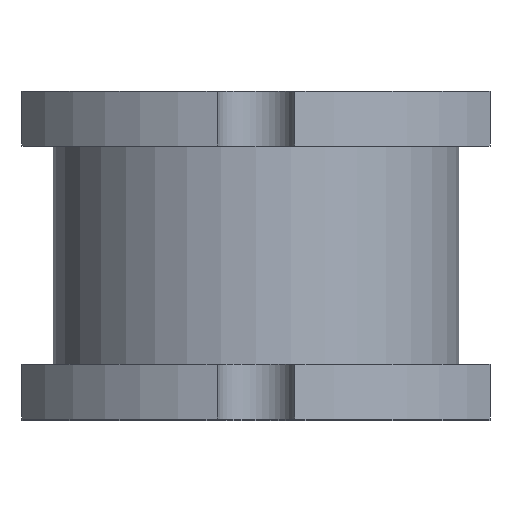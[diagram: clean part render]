
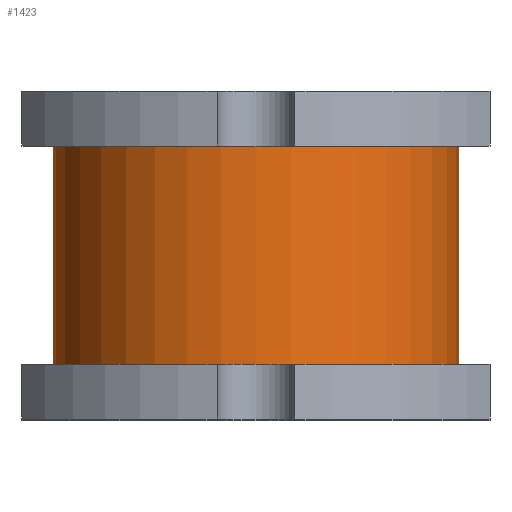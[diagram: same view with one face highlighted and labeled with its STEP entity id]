
A CAD part, left-side view. The second image highlights one B-rep face of the part: STEP entity #1423.
In plain terms, the highlighted cylindrical face has radius 1.3 mm (diameter 2.6 mm), a full revolution.
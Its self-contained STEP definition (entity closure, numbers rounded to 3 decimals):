
#1423 = ADVANCED_FACE('',(#1424),#1437,.T.);
#1424 = FACE_BOUND('',#1425,.F.);
#1425 = EDGE_LOOP('',(#1426,#1460,#1483,#1510));
#1426 = ORIENTED_EDGE('',*,*,#1427,.F.);
#1427 = EDGE_CURVE('',#1428,#1428,#1430,.T.);
#1428 = VERTEX_POINT('',#1429);
#1429 = CARTESIAN_POINT('',(0.,-1.3,0.35));
#1430 = SURFACE_CURVE('',#1431,(#1436,#1448),.PCURVE_S1.);
#1431 = CIRCLE('',#1432,1.3);
#1432 = AXIS2_PLACEMENT_3D('',#1433,#1434,#1435);
#1433 = CARTESIAN_POINT('',(0.,0.,0.35)
  );
#1434 = DIRECTION('',(0.,0.,1.));
#1435 = DIRECTION('',(0.,-1.,0.));
#1436 = PCURVE('',#1437,#1442);
#1437 = CYLINDRICAL_SURFACE('',#1438,1.3);
#1438 = AXIS2_PLACEMENT_3D('',#1439,#1440,#1441);
#1439 = CARTESIAN_POINT('',(0.,0.,0.35)
  );
#1440 = DIRECTION('',(0.,0.,-1.));
#1441 = DIRECTION('',(0.,-1.,0.));
#1442 = DEFINITIONAL_REPRESENTATION('',(#1443),#1447);
#1443 = LINE('',#1444,#1445);
#1444 = CARTESIAN_POINT('',(-0.,0.));
#1445 = VECTOR('',#1446,1.);
#1446 = DIRECTION('',(-1.,0.));
#1447 = ( GEOMETRIC_REPRESENTATION_CONTEXT(2) 
PARAMETRIC_REPRESENTATION_CONTEXT() REPRESENTATION_CONTEXT('2D SPACE',''
  ) );
#1448 = PCURVE('',#1449,#1454);
#1449 = PLANE('',#1450);
#1450 = AXIS2_PLACEMENT_3D('',#1451,#1452,#1453);
#1451 = CARTESIAN_POINT('',(0.,0.,0.35)
  );
#1452 = DIRECTION('',(0.,0.,1.));
#1453 = DIRECTION('',(-1.,0.,0.));
#1454 = DEFINITIONAL_REPRESENTATION('',(#1455),#1459);
#1455 = CIRCLE('',#1456,1.3);
#1456 = AXIS2_PLACEMENT_2D('',#1457,#1458);
#1457 = CARTESIAN_POINT('',(0.,0.));
#1458 = DIRECTION('',(0.,1.));
#1459 = ( GEOMETRIC_REPRESENTATION_CONTEXT(2) 
PARAMETRIC_REPRESENTATION_CONTEXT() REPRESENTATION_CONTEXT('2D SPACE',''
  ) );
#1460 = ORIENTED_EDGE('',*,*,#1461,.T.);
#1461 = EDGE_CURVE('',#1428,#1462,#1464,.T.);
#1462 = VERTEX_POINT('',#1463);
#1463 = CARTESIAN_POINT('',(0.,-1.3,1.75));
#1464 = SEAM_CURVE('',#1465,(#1469,#1476),.PCURVE_S1.);
#1465 = LINE('',#1466,#1467);
#1466 = CARTESIAN_POINT('',(0.,-1.3,0.35));
#1467 = VECTOR('',#1468,1.);
#1468 = DIRECTION('',(0.,0.,1.));
#1469 = PCURVE('',#1437,#1470);
#1470 = DEFINITIONAL_REPRESENTATION('',(#1471),#1475);
#1471 = LINE('',#1472,#1473);
#1472 = CARTESIAN_POINT('',(-6.283,0.));
#1473 = VECTOR('',#1474,1.);
#1474 = DIRECTION('',(-0.,-1.));
#1475 = ( GEOMETRIC_REPRESENTATION_CONTEXT(2) 
PARAMETRIC_REPRESENTATION_CONTEXT() REPRESENTATION_CONTEXT('2D SPACE',''
  ) );
#1476 = PCURVE('',#1437,#1477);
#1477 = DEFINITIONAL_REPRESENTATION('',(#1478),#1482);
#1478 = LINE('',#1479,#1480);
#1479 = CARTESIAN_POINT('',(-0.,0.));
#1480 = VECTOR('',#1481,1.);
#1481 = DIRECTION('',(-0.,-1.));
#1482 = ( GEOMETRIC_REPRESENTATION_CONTEXT(2) 
PARAMETRIC_REPRESENTATION_CONTEXT() REPRESENTATION_CONTEXT('2D SPACE',''
  ) );
#1483 = ORIENTED_EDGE('',*,*,#1484,.F.);
#1484 = EDGE_CURVE('',#1462,#1462,#1485,.T.);
#1485 = SURFACE_CURVE('',#1486,(#1491,#1498),.PCURVE_S1.);
#1486 = CIRCLE('',#1487,1.3);
#1487 = AXIS2_PLACEMENT_3D('',#1488,#1489,#1490);
#1488 = CARTESIAN_POINT('',(0.,0.,1.75)
  );
#1489 = DIRECTION('',(0.,0.,-1.));
#1490 = DIRECTION('',(0.,-1.,0.));
#1491 = PCURVE('',#1437,#1492);
#1492 = DEFINITIONAL_REPRESENTATION('',(#1493),#1497);
#1493 = LINE('',#1494,#1495);
#1494 = CARTESIAN_POINT('',(-6.283,-1.4));
#1495 = VECTOR('',#1496,1.);
#1496 = DIRECTION('',(1.,-0.));
#1497 = ( GEOMETRIC_REPRESENTATION_CONTEXT(2) 
PARAMETRIC_REPRESENTATION_CONTEXT() REPRESENTATION_CONTEXT('2D SPACE',''
  ) );
#1498 = PCURVE('',#1499,#1504);
#1499 = PLANE('',#1500);
#1500 = AXIS2_PLACEMENT_3D('',#1501,#1502,#1503);
#1501 = CARTESIAN_POINT('',(0.,0.,1.75)
  );
#1502 = DIRECTION('',(0.,0.,-1.));
#1503 = DIRECTION('',(0.,1.,0.));
#1504 = DEFINITIONAL_REPRESENTATION('',(#1505),#1509);
#1505 = CIRCLE('',#1506,1.3);
#1506 = AXIS2_PLACEMENT_2D('',#1507,#1508);
#1507 = CARTESIAN_POINT('',(0.,0.));
#1508 = DIRECTION('',(-1.,0.));
#1509 = ( GEOMETRIC_REPRESENTATION_CONTEXT(2) 
PARAMETRIC_REPRESENTATION_CONTEXT() REPRESENTATION_CONTEXT('2D SPACE',''
  ) );
#1510 = ORIENTED_EDGE('',*,*,#1461,.F.);
